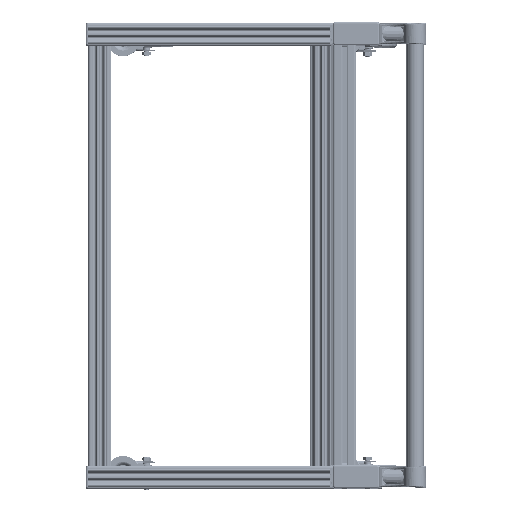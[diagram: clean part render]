
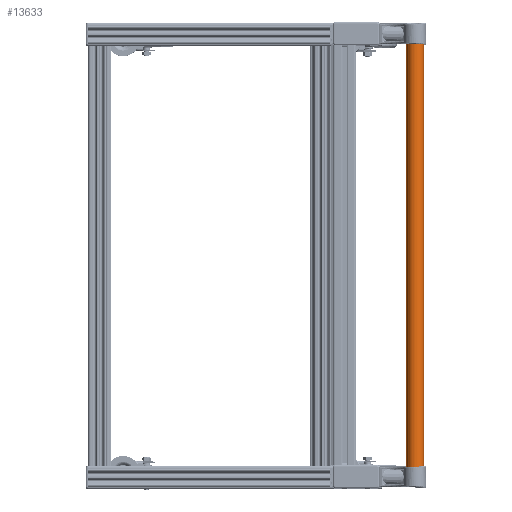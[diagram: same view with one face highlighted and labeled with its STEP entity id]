
A CAD part, top view. The second image highlights one B-rep face of the part: STEP entity #13633.
In plain terms, the highlighted cylindrical face has radius 15 mm (diameter 30 mm), a full revolution.
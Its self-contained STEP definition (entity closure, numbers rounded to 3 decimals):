
#13633=ADVANCED_FACE('',(#20574,#20575),#20576,.T.);
#20574=FACE_OUTER_BOUND('',#30945,.T.);
#20575=FACE_OUTER_BOUND('',#30946,.T.);
#20576=CYLINDRICAL_SURFACE('',#30947,15.0);
#30945=EDGE_LOOP('',(#48302));
#30946=EDGE_LOOP('',(#48303));
#30947=AXIS2_PLACEMENT_3D('',#48304,#48305,#48306);
#48302=ORIENTED_EDGE('',*,*,#71156,.F.);
#48303=ORIENTED_EDGE('',*,*,#71157,.F.);
#48304=CARTESIAN_POINT('',(161.,50000.0,802.));
#48305=DIRECTION('',(0.,-1.0,0.));
#48306=DIRECTION('',(0.,0.,-1.0));
#71156=EDGE_CURVE('',#82891,#82891,#82892,.T.);
#71157=EDGE_CURVE('',#82893,#82893,#82894,.T.);
#82891=VERTEX_POINT('',#101618);
#82892=CIRCLE('',#101619,15.0);
#82893=VERTEX_POINT('',#101620);
#82894=CIRCLE('',#101621,15.0);
#101618=CARTESIAN_POINT('',(161.,379.5,817.));
#101619=AXIS2_PLACEMENT_3D('',#126794,#126795,#126796);
#101620=CARTESIAN_POINT('',(161.,-379.5,787.));
#101621=AXIS2_PLACEMENT_3D('',#126797,#126798,#126799);
#126794=CARTESIAN_POINT('',(161.,379.5,802.));
#126795=DIRECTION('',(0.,1.0,0.));
#126796=DIRECTION('',(0.0,0.,1.0));
#126797=CARTESIAN_POINT('',(161.,-379.5,802.));
#126798=DIRECTION('',(0.,-1.0,0.));
#126799=DIRECTION('',(0.0,0.,-1.0));
